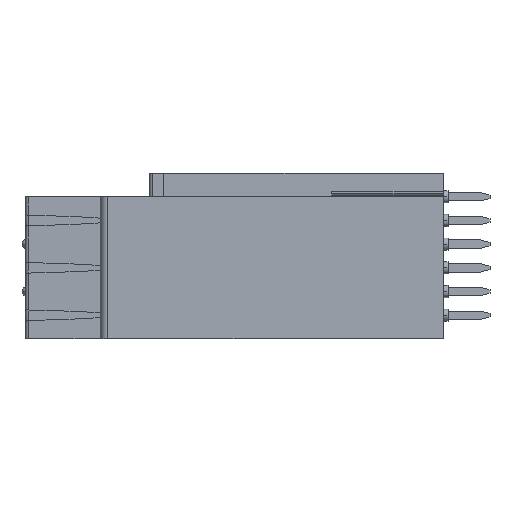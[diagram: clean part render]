
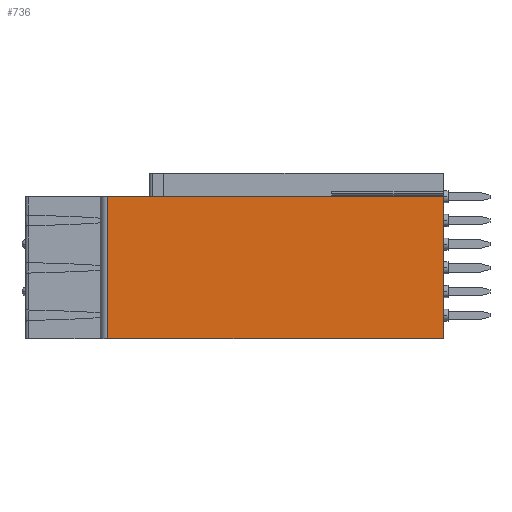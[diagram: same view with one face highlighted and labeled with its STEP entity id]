
A CAD part, left-side view. The second image highlights one B-rep face of the part: STEP entity #736.
In plain terms, the highlighted planar face has unit normal (-1, 0, 0).
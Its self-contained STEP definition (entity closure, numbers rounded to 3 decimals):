
#736=ADVANCED_FACE('',(#1550),#1551,.T.);
#1550=FACE_OUTER_BOUND('',#2422,.T.);
#1551=PLANE('',#2423);
#2422=EDGE_LOOP('',(#4590,#4591,#4592,#4593));
#2423=AXIS2_PLACEMENT_3D('',#4594,#4595,#4596);
#4590=ORIENTED_EDGE('',*,*,#5235,.F.);
#4591=ORIENTED_EDGE('',*,*,#5914,.T.);
#4592=ORIENTED_EDGE('',*,*,#6044,.T.);
#4593=ORIENTED_EDGE('',*,*,#5389,.F.);
#4594=CARTESIAN_POINT('',(-22.35,0.0,-5.08));
#4595=DIRECTION('',(-1.0,0.0,0.0));
#4596=DIRECTION('',(0.0,0.0,1.0));
#5235=EDGE_CURVE('',#6294,#6296,#6297,.T.);
#5389=EDGE_CURVE('',#6296,#6566,#6567,.T.);
#5914=EDGE_CURVE('',#6294,#7344,#7346,.T.);
#6044=EDGE_CURVE('',#7344,#6566,#7501,.T.);
#6294=VERTEX_POINT('',#7900);
#6296=VERTEX_POINT('',#7902);
#6297=LINE('',#7903,#7904);
#6566=VERTEX_POINT('',#8363);
#6567=LINE('',#8364,#8365);
#7344=VERTEX_POINT('',#9525);
#7346=LINE('',#9528,#9529);
#7501=LINE('',#9748,#9749);
#7900=CARTESIAN_POINT('',(-22.35,36.0,-17.78));
#7902=CARTESIAN_POINT('',(-22.35,36.0,-2.54));
#7903=CARTESIAN_POINT('',(-22.35,36.0,-5.08));
#7904=VECTOR('',#9974,1.0);
#8363=CARTESIAN_POINT('',(-22.35,0.0,-2.54));
#8364=CARTESIAN_POINT('',(-22.35,36.0,-2.54));
#8365=VECTOR('',#10162,1.0);
#9525=CARTESIAN_POINT('',(-22.35,0.0,-17.78));
#9528=CARTESIAN_POINT('',(-22.35,36.0,-17.78));
#9529=VECTOR('',#10772,1.0);
#9748=CARTESIAN_POINT('',(-22.35,0.0,-5.08));
#9749=VECTOR('',#10894,1.0);
#9974=DIRECTION('',(0.0,0.0,1.0));
#10162=DIRECTION('',(0.0,-1.0,0.0));
#10772=DIRECTION('',(0.0,-1.0,0.0));
#10894=DIRECTION('',(0.0,0.0,1.0));
